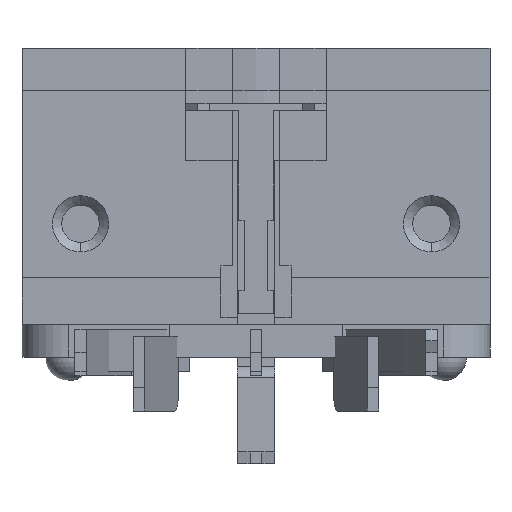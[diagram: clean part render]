
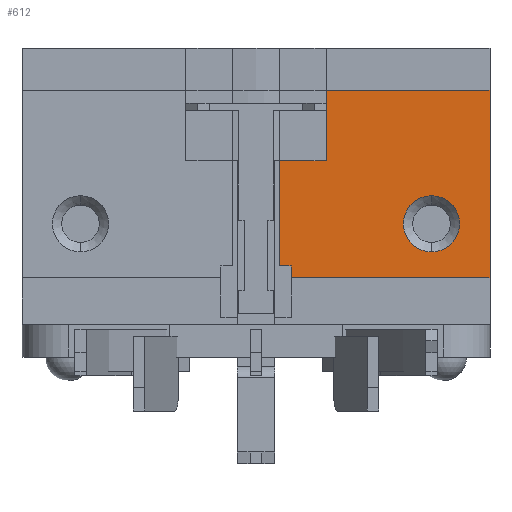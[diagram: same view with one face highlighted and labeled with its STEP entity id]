
A CAD part, front view. The second image highlights one B-rep face of the part: STEP entity #612.
In plain terms, the highlighted planar face has unit normal (0, -1, 0).
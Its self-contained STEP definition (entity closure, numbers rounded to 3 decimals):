
#58 = DIRECTION ( 'NONE',  ( 0., 1., 0. ) ) ;
#328 = LINE ( 'NONE', #8405, #3022 ) ;
#346 = CARTESIAN_POINT ( 'NONE',  ( 3., 0., -2. ) ) ;
#612 = ADVANCED_FACE ( 'NONE', ( #11982, #9302 ), #1128, .F. ) ;
#643 = LINE ( 'NONE', #1363, #5642 ) ;
#657 = EDGE_LOOP ( 'NONE', ( #2086, #6517, #5361, #12347, #10448, #2633, #3549, #12411 ) ) ;
#859 = CARTESIAN_POINT ( 'NONE',  ( -3., 0., -5. ) ) ;
#924 = VECTOR ( 'NONE', #8297, 1000. ) ;
#980 = LINE ( 'NONE', #2970, #5965 ) ;
#1006 = EDGE_CURVE ( 'NONE', #2021, #8472, #11689, .T. ) ;
#1128 = PLANE ( 'NONE',  #10310 ) ;
#1196 = CARTESIAN_POINT ( 'NONE',  ( 10., 0., -17.95 ) ) ;
#1295 = VECTOR ( 'NONE', #4047, 1000. ) ;
#1363 = CARTESIAN_POINT ( 'NONE',  ( 1.5, 0., -9.5 ) ) ;
#1400 = CARTESIAN_POINT ( 'NONE',  ( 1.5, 0., -9.5 ) ) ;
#1450 = CARTESIAN_POINT ( 'NONE',  ( 7.5, 0., -7.7 ) ) ;
#1601 = LINE ( 'NONE', #11089, #1295 ) ;
#1869 = DIRECTION ( 'NONE',  ( 1., 0., 0. ) ) ;
#2021 = VERTEX_POINT ( 'NONE', #8798 ) ;
#2061 = CARTESIAN_POINT ( 'NONE',  ( 7.5, 0., -8.9 ) ) ;
#2086 = ORIENTED_EDGE ( 'NONE', *, *, #6151, .F. ) ;
#2136 = DIRECTION ( 'NONE',  ( 0., 1., 0. ) ) ;
#2333 = CARTESIAN_POINT ( 'NONE',  ( 7.5, 0., -6.5 ) ) ;
#2414 = DIRECTION ( 'NONE',  ( 0., 0., 1. ) ) ;
#2459 = DIRECTION ( 'NONE',  ( -1., 0., 0. ) ) ;
#2527 = EDGE_CURVE ( 'NONE', #8472, #12343, #1601, .T. ) ;
#2633 = ORIENTED_EDGE ( 'NONE', *, *, #1006, .T. ) ;
#2662 = VECTOR ( 'NONE', #7337, 1000. ) ;
#2695 = EDGE_CURVE ( 'NONE', #4009, #12349, #643, .T. ) ;
#2714 = EDGE_CURVE ( 'NONE', #3266, #12343, #328, .T. ) ;
#2865 = EDGE_CURVE ( 'NONE', #4009, #2021, #13025, .T. ) ;
#2970 = CARTESIAN_POINT ( 'NONE',  ( 1., 0., -5. ) ) ;
#3022 = VECTOR ( 'NONE', #2414, 1000. ) ;
#3180 = EDGE_CURVE ( 'NONE', #12349, #6677, #8929, .T. ) ;
#3266 = VERTEX_POINT ( 'NONE', #12440 ) ;
#3367 = DIRECTION ( 'NONE',  ( 0., 0., 1. ) ) ;
#3549 = ORIENTED_EDGE ( 'NONE', *, *, #2527, .T. ) ;
#3668 = EDGE_CURVE ( 'NONE', #6677, #11418, #980, .T. ) ;
#3850 = AXIS2_PLACEMENT_3D ( 'NONE', #6036, #58, #7052 ) ;
#3913 = CARTESIAN_POINT ( 'NONE',  ( 1., 0., -9.5 ) ) ;
#4009 = VERTEX_POINT ( 'NONE', #10601 ) ;
#4047 = DIRECTION ( 'NONE',  ( -1., 0., 0. ) ) ;
#5127 = CIRCLE ( 'NONE', #6030, 1.2 ) ;
#5239 = LINE ( 'NONE', #859, #7600 ) ;
#5334 = CARTESIAN_POINT ( 'NONE',  ( -10.35, 0., -10. ) ) ;
#5361 = ORIENTED_EDGE ( 'NONE', *, *, #3180, .F. ) ;
#5381 = EDGE_CURVE ( 'NONE', #7598, #7106, #6152, .T. ) ;
#5642 = VECTOR ( 'NONE', #3367, 1000. ) ;
#5965 = VECTOR ( 'NONE', #8960, 1000. ) ;
#6030 = AXIS2_PLACEMENT_3D ( 'NONE', #1450, #8450, #2459 ) ;
#6036 = CARTESIAN_POINT ( 'NONE',  ( 7.5, 0., -7.7 ) ) ;
#6151 = EDGE_CURVE ( 'NONE', #11418, #3266, #5239, .T. ) ;
#6152 = CIRCLE ( 'NONE', #3850, 1.2 ) ;
#6304 = CARTESIAN_POINT ( 'NONE',  ( 1., 0., -9.5 ) ) ;
#6517 = ORIENTED_EDGE ( 'NONE', *, *, #3668, .F. ) ;
#6677 = VERTEX_POINT ( 'NONE', #3913 ) ;
#7052 = DIRECTION ( 'NONE',  ( -1., 0., 0. ) ) ;
#7106 = VERTEX_POINT ( 'NONE', #2333 ) ;
#7235 = EDGE_CURVE ( 'NONE', #7106, #7598, #5127, .T. ) ;
#7337 = DIRECTION ( 'NONE',  ( 1., 0., 0. ) ) ;
#7598 = VERTEX_POINT ( 'NONE', #2061 ) ;
#7600 = VECTOR ( 'NONE', #1869, 1000. ) ;
#7681 = ORIENTED_EDGE ( 'NONE', *, *, #5381, .T. ) ;
#7729 = CARTESIAN_POINT ( 'NONE',  ( 10., 0., -2. ) ) ;
#8136 = CARTESIAN_POINT ( 'NONE',  ( -10.35, 0., -12. ) ) ;
#8297 = DIRECTION ( 'NONE',  ( -1., 0., 0. ) ) ;
#8405 = CARTESIAN_POINT ( 'NONE',  ( 3., 0., -5. ) ) ;
#8450 = DIRECTION ( 'NONE',  ( 0., 1., 0. ) ) ;
#8472 = VERTEX_POINT ( 'NONE', #7729 ) ;
#8798 = CARTESIAN_POINT ( 'NONE',  ( 10., 0., -10. ) ) ;
#8929 = LINE ( 'NONE', #6304, #924 ) ;
#8960 = DIRECTION ( 'NONE',  ( 0., 0., 1. ) ) ;
#9156 = DIRECTION ( 'NONE',  ( -1., 0., 0. ) ) ;
#9244 = ORIENTED_EDGE ( 'NONE', *, *, #7235, .T. ) ;
#9302 = FACE_OUTER_BOUND ( 'NONE', #657, .T. ) ;
#10310 = AXIS2_PLACEMENT_3D ( 'NONE', #8136, #2136, #9156 ) ;
#10448 = ORIENTED_EDGE ( 'NONE', *, *, #2865, .T. ) ;
#10601 = CARTESIAN_POINT ( 'NONE',  ( 1.5, 0., -10. ) ) ;
#11089 = CARTESIAN_POINT ( 'NONE',  ( -10.35, 0., -2. ) ) ;
#11260 = DIRECTION ( 'NONE',  ( 0., 0., 1. ) ) ;
#11375 = VECTOR ( 'NONE', #11260, 1000. ) ;
#11418 = VERTEX_POINT ( 'NONE', #11633 ) ;
#11633 = CARTESIAN_POINT ( 'NONE',  ( 1., 0., -5. ) ) ;
#11689 = LINE ( 'NONE', #1196, #11375 ) ;
#11732 = EDGE_LOOP ( 'NONE', ( #7681, #9244 ) ) ;
#11982 = FACE_BOUND ( 'NONE', #11732, .T. ) ;
#12343 = VERTEX_POINT ( 'NONE', #346 ) ;
#12347 = ORIENTED_EDGE ( 'NONE', *, *, #2695, .F. ) ;
#12349 = VERTEX_POINT ( 'NONE', #1400 ) ;
#12411 = ORIENTED_EDGE ( 'NONE', *, *, #2714, .F. ) ;
#12440 = CARTESIAN_POINT ( 'NONE',  ( 3., 0., -5. ) ) ;
#13025 = LINE ( 'NONE', #5334, #2662 ) ;
